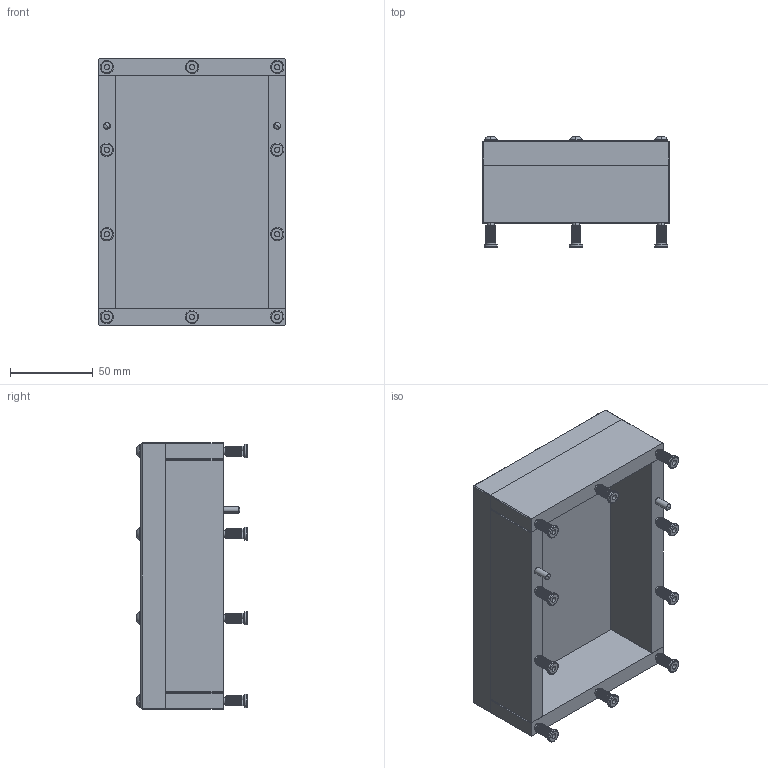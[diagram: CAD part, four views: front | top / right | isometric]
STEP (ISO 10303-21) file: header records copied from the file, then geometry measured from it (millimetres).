
FILE_DESCRIPTION (( 'STEP AP214' ), '1' );
FILE_NAME ('109244-KIT~0.STEP', '2020-06-08T12:56:15', ( '' ), ( '' ), 'SwSTEP 2.0', 'SolidWorks 2018', '' );
FILE_SCHEMA (( 'AUTOMOTIVE_DESIGN' ));
Length unit declared in the file: millimetre
Products named in the file (7): 109245~0_S; 109247~0_S; Gewindebuchse~n_M04-13,0 offen; ISO7380~n_M04,0x060; 109246~0_S; 109244-KIT~0; DIN7~n_04,0m6x060
Assembly tree (27 placements, depth 2):
  109244-KIT~0
    109245~0_S
    109246~0_S  x2
    109247~0_S  x2
    Gewindebuchse~n_M04-13,0 offen  x10
    ISO7380~n_M04,0x060  x10
    DIN7~n_04,0m6x060  x2
Bounding box: 113 x 66.7 x 161 mm (x, y, z)
Volume: 454286.5 mm3; surface area: 115674.5 mm2
Topology: 27 solids, 27 shells, 1778 faces, 4124 edges, 2724 vertices
Faces by surface type: plane 1368, cylinder 322, torus 60, cone 20, sphere 8
Entity records: 7758 total; most frequent: DIRECTION 1354, CARTESIAN_POINT 1252, ORIENTED_EDGE 1176, EDGE_CURVE 588, AXIS2_PLACEMENT_3D 492, VERTEX_POINT 390, LINE 370, VECTOR 370
